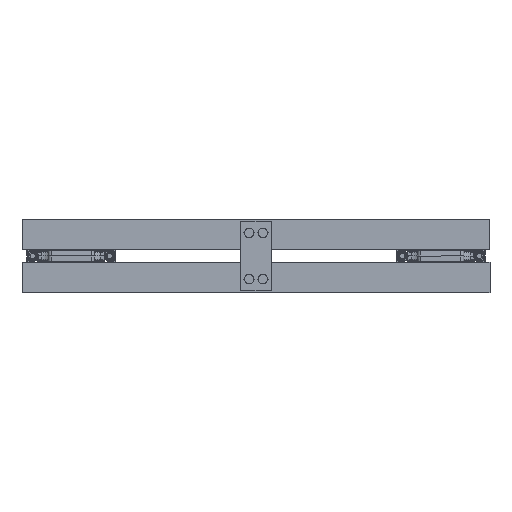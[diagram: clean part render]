
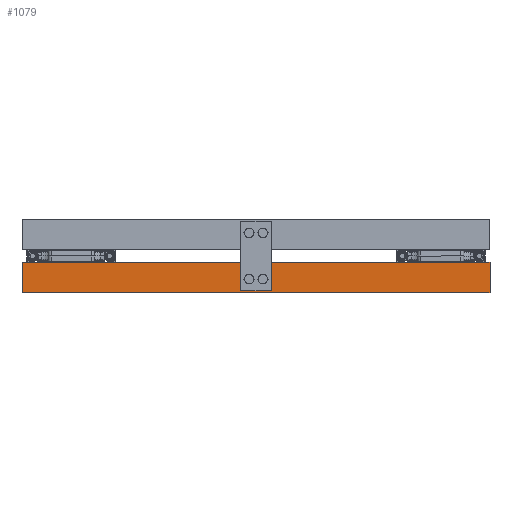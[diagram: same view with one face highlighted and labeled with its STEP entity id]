
A CAD part, front view. The second image highlights one B-rep face of the part: STEP entity #1079.
In plain terms, the highlighted planar face has unit normal (0, -1, 0).
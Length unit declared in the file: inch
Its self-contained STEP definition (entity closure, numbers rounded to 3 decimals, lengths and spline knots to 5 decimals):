
#618=CARTESIAN_POINT('',(19.82813,0.,-1.375));
#619=VERTEX_POINT('',#618);
#620=CARTESIAN_POINT('',(19.5625,0.,-1.375));
#621=DIRECTION('',(0.0,1.0,0.0));
#622=DIRECTION('',(1.0,0.0,0.0));
#623=AXIS2_PLACEMENT_3D('',#620,#621,#622);
#624=CIRCLE('',#623,0.26563);
#625=EDGE_CURVE('',#619,#619,#624,.T.);
#667=CARTESIAN_POINT('',(18.70313,0.,-1.375));
#668=VERTEX_POINT('',#667);
#669=CARTESIAN_POINT('',(18.4375,0.,-1.375));
#670=DIRECTION('',(0.0,1.0,0.0));
#671=DIRECTION('',(1.0,0.0,0.0));
#672=AXIS2_PLACEMENT_3D('',#669,#670,#671);
#673=CIRCLE('',#672,0.26563);
#674=EDGE_CURVE('',#668,#668,#673,.T.);
#932=CARTESIAN_POINT('',(0.0,0.,-2.5));
#933=VERTEX_POINT('',#932);
#940=CARTESIAN_POINT('',(0.0,0.0,0.0));
#941=VERTEX_POINT('',#940);
#942=CARTESIAN_POINT('',(0.0,0.,-2.5));
#943=DIRECTION('',(0.0,0.0,1.0));
#944=VECTOR('',#943,2.5);
#945=LINE('',#942,#944);
#946=EDGE_CURVE('',#933,#941,#945,.T.);
#1032=CARTESIAN_POINT('',(38.0,0.,-2.5));
#1033=VERTEX_POINT('',#1032);
#1040=CARTESIAN_POINT('',(0.0,0.,-2.5));
#1041=DIRECTION('',(1.0,0.0,0.0));
#1042=VECTOR('',#1041,38.0);
#1043=LINE('',#1040,#1042);
#1044=EDGE_CURVE('',#933,#1033,#1043,.T.);
#1050=CARTESIAN_POINT('',(0.0,0.,-2.5));
#1051=DIRECTION('',(0.0,-1.0,0.0));
#1052=DIRECTION('',(0.0,0.0,-1.0));
#1053=AXIS2_PLACEMENT_3D('',#1050,#1051,#1052);
#1054=PLANE('',#1053);
#1055=CARTESIAN_POINT('',(38.0,0.0,0.0));
#1056=VERTEX_POINT('',#1055);
#1057=CARTESIAN_POINT('',(38.0,0.,-2.5));
#1058=DIRECTION('',(0.0,0.0,1.0));
#1059=VECTOR('',#1058,2.5);
#1060=LINE('',#1057,#1059);
#1061=EDGE_CURVE('',#1033,#1056,#1060,.T.);
#1062=ORIENTED_EDGE('',*,*,#1061,.T.);
#1063=CARTESIAN_POINT('',(0.0,0.0,0.0));
#1064=DIRECTION('',(1.0,0.0,0.0));
#1065=VECTOR('',#1064,38.0);
#1066=LINE('',#1063,#1065);
#1067=EDGE_CURVE('',#941,#1056,#1066,.T.);
#1068=ORIENTED_EDGE('',*,*,#1067,.F.);
#1069=ORIENTED_EDGE('',*,*,#946,.F.);
#1070=ORIENTED_EDGE('',*,*,#1044,.T.);
#1071=EDGE_LOOP('',(#1062,#1068,#1069,#1070));
#1072=FACE_OUTER_BOUND('',#1071,.T.);
#1073=ORIENTED_EDGE('',*,*,#625,.T.);
#1074=EDGE_LOOP('',(#1073));
#1075=FACE_BOUND('',#1074,.T.);
#1076=ORIENTED_EDGE('',*,*,#674,.T.);
#1077=EDGE_LOOP('',(#1076));
#1078=FACE_BOUND('',#1077,.T.);
#1079=ADVANCED_FACE('',(#1072,#1075,#1078),#1054,.T.);
